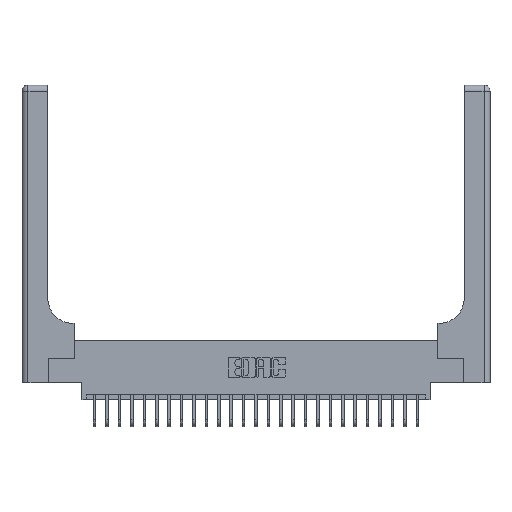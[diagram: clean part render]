
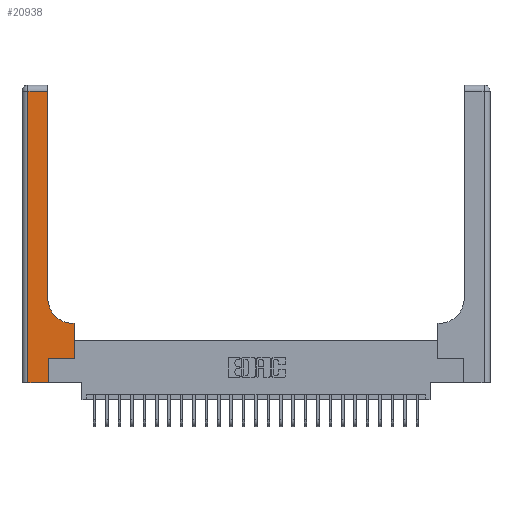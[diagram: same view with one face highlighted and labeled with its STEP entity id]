
A CAD part, top view. The second image highlights one B-rep face of the part: STEP entity #20938.
In plain terms, the highlighted planar face has unit normal (0, 0, 1).
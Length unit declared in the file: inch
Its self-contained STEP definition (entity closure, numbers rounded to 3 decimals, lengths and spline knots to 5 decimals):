
#681 = CARTESIAN_POINT ( 'NONE',  ( 0.06, 2.94, 0.37 ) ) ;
#721 = CARTESIAN_POINT ( 'NONE',  ( 0., 0., 0.37 ) ) ;
#2496 = CARTESIAN_POINT ( 'NONE',  ( 0.265, 0., 0.37 ) ) ;
#2622 = DIRECTION ( 'NONE',  ( 1., 0., 0. ) ) ;
#2739 = VERTEX_POINT ( 'NONE', #13019 ) ;
#2821 = EDGE_CURVE ( 'NONE', #6456, #19188, #18427, .T. ) ;
#2871 = EDGE_LOOP ( 'NONE', ( #10466, #7789, #6258, #3288, #5652, #2883, #3118, #8001, #6932 ) ) ;
#2883 = ORIENTED_EDGE ( 'NONE', *, *, #8436, .T. ) ;
#2961 = VECTOR ( 'NONE', #2622, 39.37008 ) ;
#3118 = ORIENTED_EDGE ( 'NONE', *, *, #2821, .T. ) ;
#3288 = ORIENTED_EDGE ( 'NONE', *, *, #20679, .T. ) ;
#3523 = DIRECTION ( 'NONE',  ( -1., 0., 0. ) ) ;
#3624 = DIRECTION ( 'NONE',  ( 0., 0., -1. ) ) ;
#3692 = CARTESIAN_POINT ( 'NONE',  ( 0.265, 0.25, 0.37 ) ) ;
#5652 = ORIENTED_EDGE ( 'NONE', *, *, #15953, .T. ) ;
#5899 = CARTESIAN_POINT ( 'NONE',  ( 0.528, 0.25, 0.37 ) ) ;
#5998 = EDGE_CURVE ( 'NONE', #2739, #9282, #14617, .T. ) ;
#6258 = ORIENTED_EDGE ( 'NONE', *, *, #10219, .T. ) ;
#6456 = VERTEX_POINT ( 'NONE', #12576 ) ;
#6932 = ORIENTED_EDGE ( 'NONE', *, *, #23559, .T. ) ;
#7113 = CARTESIAN_POINT ( 'NONE',  ( 0.06, 3., 0.37 ) ) ;
#7789 = ORIENTED_EDGE ( 'NONE', *, *, #5998, .T. ) ;
#8001 = ORIENTED_EDGE ( 'NONE', *, *, #11166, .T. ) ;
#8210 = EDGE_CURVE ( 'NONE', #22073, #2739, #13400, .T. ) ;
#8436 = EDGE_CURVE ( 'NONE', #15139, #6456, #22925, .T. ) ;
#8957 = VECTOR ( 'NONE', #13766, 39.37008 ) ;
#9282 = VERTEX_POINT ( 'NONE', #681 ) ;
#10219 = EDGE_CURVE ( 'NONE', #9282, #17062, #17966, .T. ) ;
#10466 = ORIENTED_EDGE ( 'NONE', *, *, #8210, .T. ) ;
#10480 = CARTESIAN_POINT ( 'NONE',  ( 0.528, 0.6, 0.37 ) ) ;
#11166 = EDGE_CURVE ( 'NONE', #19188, #11177, #13534, .T. ) ;
#11177 = VERTEX_POINT ( 'NONE', #15802 ) ;
#12047 = DIRECTION ( 'NONE',  ( -1., 0., 0. ) ) ;
#12576 = CARTESIAN_POINT ( 'NONE',  ( 0.528, 0.25, 0.37 ) ) ;
#12805 = VECTOR ( 'NONE', #19904, 39.37008 ) ;
#12976 = LINE ( 'NONE', #721, #2961 ) ;
#12992 = VECTOR ( 'NONE', #18304, 39.37008 ) ;
#13019 = CARTESIAN_POINT ( 'NONE',  ( 0.26, 2.94, 0.37 ) ) ;
#13400 = LINE ( 'NONE', #18058, #12805 ) ;
#13463 = VECTOR ( 'NONE', #20803, 39.37008 ) ;
#13534 = LINE ( 'NONE', #23119, #18495 ) ;
#13766 = DIRECTION ( 'NONE',  ( 0., 1., 0. ) ) ;
#14617 = LINE ( 'NONE', #18400, #19003 ) ;
#14767 = DIRECTION ( 'NONE',  ( 0., 0., -1. ) ) ;
#14861 = CARTESIAN_POINT ( 'NONE',  ( 0.51, 0.85, 0.37 ) ) ;
#14894 = CARTESIAN_POINT ( 'NONE',  ( 0.06, 0., 0.37 ) ) ;
#14932 = DIRECTION ( 'NONE',  ( 1., 0., 0. ) ) ;
#15038 = CARTESIAN_POINT ( 'NONE',  ( 0.265, 0., 0.37 ) ) ;
#15139 = VERTEX_POINT ( 'NONE', #3692 ) ;
#15188 = CARTESIAN_POINT ( 'NONE',  ( 0.26, 0.85, 0.37 ) ) ;
#15472 = CIRCLE ( 'NONE', #15529, 0.25 ) ;
#15500 = AXIS2_PLACEMENT_3D ( 'NONE', #16576, #14767, #3523 ) ;
#15529 = AXIS2_PLACEMENT_3D ( 'NONE', #14861, #3624, #16755 ) ;
#15802 = CARTESIAN_POINT ( 'NONE',  ( 0.51, 0.6, 0.37 ) ) ;
#15953 = EDGE_CURVE ( 'NONE', #20428, #15139, #22585, .T. ) ;
#16576 = CARTESIAN_POINT ( 'NONE',  ( 0., 3., 0.37 ) ) ;
#16755 = DIRECTION ( 'NONE',  ( 1., 0., 0. ) ) ;
#17062 = VERTEX_POINT ( 'NONE', #14894 ) ;
#17966 = LINE ( 'NONE', #7113, #12992 ) ;
#18058 = CARTESIAN_POINT ( 'NONE',  ( 0.26, 3., 0.37 ) ) ;
#18060 = VECTOR ( 'NONE', #14932, 39.37008 ) ;
#18304 = DIRECTION ( 'NONE',  ( 0., -1., 0. ) ) ;
#18400 = CARTESIAN_POINT ( 'NONE',  ( 0., 2.94, 0.37 ) ) ;
#18427 = LINE ( 'NONE', #5899, #13463 ) ;
#18475 = DIRECTION ( 'NONE',  ( -1., 0., 0. ) ) ;
#18495 = VECTOR ( 'NONE', #12047, 39.37008 ) ;
#19003 = VECTOR ( 'NONE', #18475, 39.37008 ) ;
#19188 = VERTEX_POINT ( 'NONE', #10480 ) ;
#19904 = DIRECTION ( 'NONE',  ( 0., 1., 0. ) ) ;
#20428 = VERTEX_POINT ( 'NONE', #15038 ) ;
#20679 = EDGE_CURVE ( 'NONE', #17062, #20428, #12976, .T. ) ;
#20803 = DIRECTION ( 'NONE',  ( 0., 1., 0. ) ) ;
#20938 = ADVANCED_FACE ( 'NONE', ( #21368 ), #23963, .F. ) ;
#21368 = FACE_OUTER_BOUND ( 'NONE', #2871, .T. ) ;
#22073 = VERTEX_POINT ( 'NONE', #15188 ) ;
#22585 = LINE ( 'NONE', #2496, #8957 ) ;
#22925 = LINE ( 'NONE', #24118, #18060 ) ;
#23119 = CARTESIAN_POINT ( 'NONE',  ( 0.26, 0.6, 0.37 ) ) ;
#23559 = EDGE_CURVE ( 'NONE', #11177, #22073, #15472, .T. ) ;
#23963 = PLANE ( 'NONE',  #15500 ) ;
#24118 = CARTESIAN_POINT ( 'NONE',  ( 0.265, 0.25, 0.37 ) ) ;
